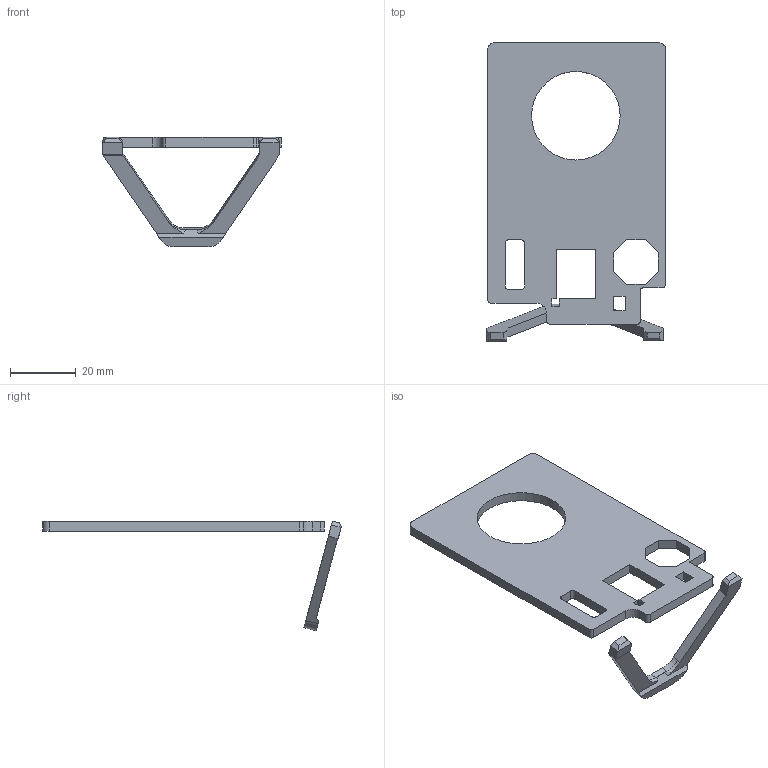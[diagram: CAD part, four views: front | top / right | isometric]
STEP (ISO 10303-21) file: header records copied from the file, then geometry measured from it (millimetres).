
FILE_DESCRIPTION(/* description */ (''),/* implementation_level */ '2;1');
FILE_NAME(/* name */ 'case.step',/* time_stamp */ '2021-09-21T18:47:47-05:00',/* author */ (''),/* organization */ (''),/* preprocessor_version */ 'ST-DEVELOPER v18.1',/* originating_system */ 'Autodesk Translation Framework v10.10.0.1391',/* authorisation */ '');
FILE_SCHEMA (('AUTOMOTIVE_DESIGN { 1 0 10303 214 3 1 1 }'));
Length unit declared in the file: millimetre
Products named in the file (4): Case Final; CardClock; Acrylic; Stand
Assembly tree (3 placements, depth 3):
  Case Final
    CardClock
      Acrylic
      Stand
Bounding box: 54.32 x 90.73 x 33.36 mm (x, y, z)
Volume: 11532.9 mm3; surface area: 9788.8 mm2
Topology: 2 solids, 2 shells, 80 faces, 224 edges, 148 vertices
Faces by surface type: plane 61, cylinder 17, bspline 2
Full cylindrical faces by diameter (mm): 26.9 x1
Entity records: 2829 total; most frequent: CARTESIAN_POINT 624, ORIENTED_EDGE 448, DIRECTION 422, EDGE_CURVE 224, LINE 184, VECTOR 184, VERTEX_POINT 148, AXIS2_PLACEMENT_3D 119
